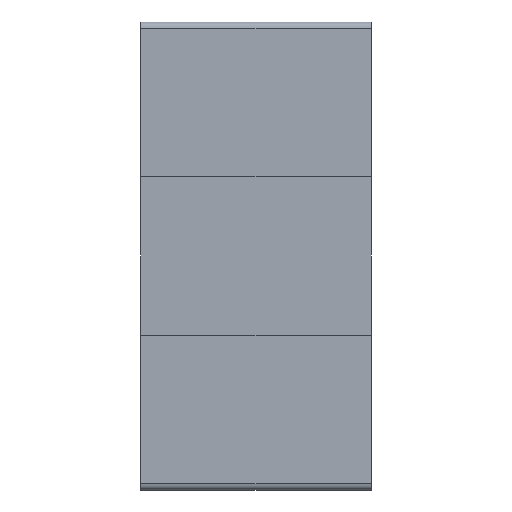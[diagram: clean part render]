
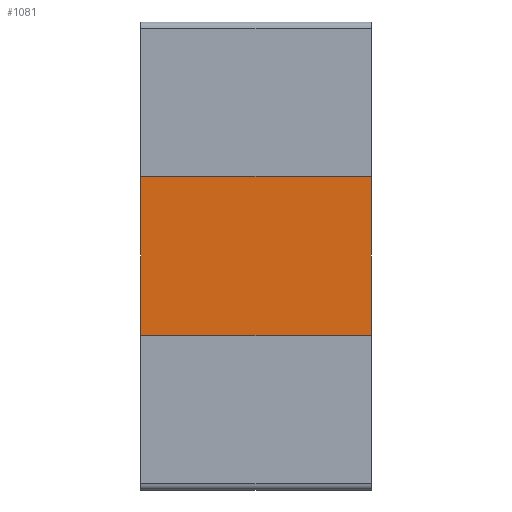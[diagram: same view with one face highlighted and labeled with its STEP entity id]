
A CAD part, front view. The second image highlights one B-rep face of the part: STEP entity #1081.
In plain terms, the highlighted planar face has unit normal (0, -1, 0).
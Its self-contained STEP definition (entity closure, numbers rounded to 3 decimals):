
#239 = EDGE_LOOP ( 'NONE', ( #2119, #2380, #2745, #3916 ) ) ;
#305 = DIRECTION ( 'NONE',  ( -1., 0., 0. ) ) ;
#388 = VERTEX_POINT ( 'NONE', #1868 ) ;
#561 = PLANE ( 'NONE',  #1024 ) ;
#667 = LINE ( 'NONE', #965, #3684 ) ;
#887 = LINE ( 'NONE', #2082, #1938 ) ;
#928 = DIRECTION ( 'NONE',  ( 0., 1., 0. ) ) ;
#965 = CARTESIAN_POINT ( 'NONE',  ( 1.27, 0.075, 2.5 ) ) ;
#1003 = CARTESIAN_POINT ( 'NONE',  ( 1.27, 0.075, -2.5 ) ) ;
#1024 = AXIS2_PLACEMENT_3D ( 'NONE', #3325, #928, #1287 ) ;
#1081 = ADVANCED_FACE ( 'NONE', ( #3498 ), #561, .F. ) ;
#1257 = VECTOR ( 'NONE', #4243, 1000. ) ;
#1287 = DIRECTION ( 'NONE',  ( 0., 0., 1. ) ) ;
#1868 = CARTESIAN_POINT ( 'NONE',  ( 1.27, 0.075, 2.5 ) ) ;
#1915 = VERTEX_POINT ( 'NONE', #1003 ) ;
#1938 = VECTOR ( 'NONE', #305, 1000. ) ;
#2053 = EDGE_CURVE ( 'NONE', #388, #1915, #2206, .T. ) ;
#2082 = CARTESIAN_POINT ( 'NONE',  ( 1.27, 0.075, -2.5 ) ) ;
#2119 = ORIENTED_EDGE ( 'NONE', *, *, #3784, .T. ) ;
#2206 = LINE ( 'NONE', #3434, #1257 ) ;
#2380 = ORIENTED_EDGE ( 'NONE', *, *, #4484, .F. ) ;
#2624 = CARTESIAN_POINT ( 'NONE',  ( -1.27, 0.075, 2.5 ) ) ;
#2745 = ORIENTED_EDGE ( 'NONE', *, *, #2053, .F. ) ;
#2841 = VERTEX_POINT ( 'NONE', #4172 ) ;
#2966 = DIRECTION ( 'NONE',  ( 0., 0., -1. ) ) ;
#2981 = VERTEX_POINT ( 'NONE', #3915 ) ;
#3325 = CARTESIAN_POINT ( 'NONE',  ( 1.27, 0.075, 2.5 ) ) ;
#3434 = CARTESIAN_POINT ( 'NONE',  ( 1.27, 0.075, 2.5 ) ) ;
#3456 = VECTOR ( 'NONE', #2966, 1000. ) ;
#3498 = FACE_OUTER_BOUND ( 'NONE', #239, .T. ) ;
#3684 = VECTOR ( 'NONE', #4491, 1000. ) ;
#3784 = EDGE_CURVE ( 'NONE', #2981, #2841, #3911, .T. ) ;
#3816 = EDGE_CURVE ( 'NONE', #388, #2981, #667, .T. ) ;
#3911 = LINE ( 'NONE', #2624, #3456 ) ;
#3915 = CARTESIAN_POINT ( 'NONE',  ( -1.27, 0.075, 2.5 ) ) ;
#3916 = ORIENTED_EDGE ( 'NONE', *, *, #3816, .T. ) ;
#4172 = CARTESIAN_POINT ( 'NONE',  ( -1.27, 0.075, -2.5 ) ) ;
#4243 = DIRECTION ( 'NONE',  ( 0., 0., -1. ) ) ;
#4484 = EDGE_CURVE ( 'NONE', #1915, #2841, #887, .T. ) ;
#4491 = DIRECTION ( 'NONE',  ( -1., 0., 0. ) ) ;
